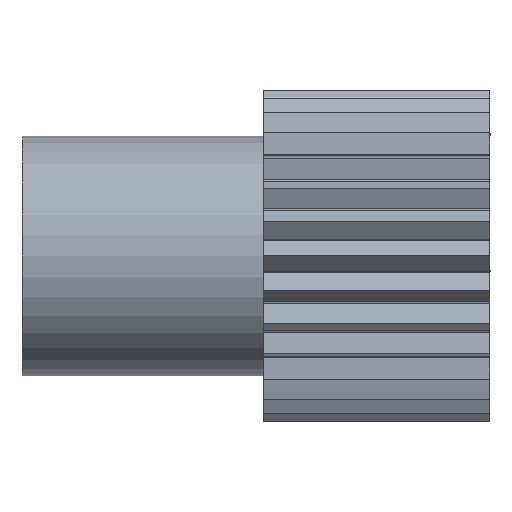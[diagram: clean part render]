
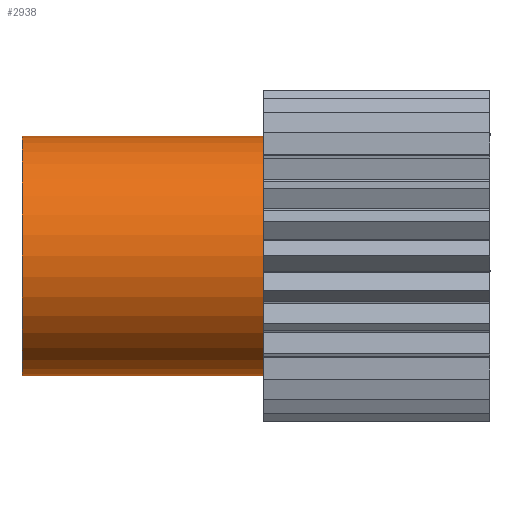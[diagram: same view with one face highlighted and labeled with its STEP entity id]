
A CAD part, left-side view. The second image highlights one B-rep face of the part: STEP entity #2938.
In plain terms, the highlighted cylindrical face has radius 3.969 mm (diameter 7.938 mm), a partial arc.
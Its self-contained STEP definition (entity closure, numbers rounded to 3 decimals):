
#24 = DIRECTION ( 'NONE',  ( 0., -1., 0. ) ) ;
#33 = ORIENTED_EDGE ( 'NONE', *, *, #208, .T. ) ;
#208 = EDGE_CURVE ( 'NONE', #1798, #618, #768, .T. ) ;
#354 = ORIENTED_EDGE ( 'NONE', *, *, #1112, .F. ) ;
#551 = AXIS2_PLACEMENT_3D ( 'NONE', #588, #1610, #1362 ) ;
#588 = CARTESIAN_POINT ( 'NONE',  ( 0., 8., 0. ) ) ;
#601 = ORIENTED_EDGE ( 'NONE', *, *, #1824, .F. ) ;
#618 = VERTEX_POINT ( 'NONE', #2829 ) ;
#714 = VERTEX_POINT ( 'NONE', #964 ) ;
#768 = CIRCLE ( 'NONE', #2916, 3.969 ) ;
#814 = ORIENTED_EDGE ( 'NONE', *, *, #862, .T. ) ;
#815 = VECTOR ( 'NONE', #24, 1000. ) ;
#862 = EDGE_CURVE ( 'NONE', #714, #1798, #1585, .T. ) ;
#964 = CARTESIAN_POINT ( 'NONE',  ( 0., 8., -3.969 ) ) ;
#1112 = EDGE_CURVE ( 'NONE', #2638, #618, #1515, .T. ) ;
#1211 = DIRECTION ( 'NONE',  ( 0., 0., -1. ) ) ;
#1301 = VECTOR ( 'NONE', #2992, 1000. ) ;
#1362 = DIRECTION ( 'NONE',  ( 0., 0., 1. ) ) ;
#1515 = LINE ( 'NONE', #2545, #1301 ) ;
#1585 = LINE ( 'NONE', #2895, #815 ) ;
#1610 = DIRECTION ( 'NONE',  ( 0., 1., 0. ) ) ;
#1656 = CARTESIAN_POINT ( 'NONE',  ( 0., 0., -3.969 ) ) ;
#1690 = DIRECTION ( 'NONE',  ( 0., 1., 0. ) ) ;
#1798 = VERTEX_POINT ( 'NONE', #1656 ) ;
#1824 = EDGE_CURVE ( 'NONE', #714, #2638, #2806, .T. ) ;
#1861 = EDGE_LOOP ( 'NONE', ( #354, #601, #814, #33 ) ) ;
#1917 = CARTESIAN_POINT ( 'NONE',  ( 0., 8., 3.969 ) ) ;
#1945 = DIRECTION ( 'NONE',  ( 0., 0., 1. ) ) ;
#2221 = CARTESIAN_POINT ( 'NONE',  ( 0., 8., 0. ) ) ;
#2351 = AXIS2_PLACEMENT_3D ( 'NONE', #2221, #2739, #1211 ) ;
#2425 = CYLINDRICAL_SURFACE ( 'NONE', #2351, 3.969 ) ;
#2469 = CARTESIAN_POINT ( 'NONE',  ( 0., 0., 0. ) ) ;
#2545 = CARTESIAN_POINT ( 'NONE',  ( 0., 8., 3.969 ) ) ;
#2638 = VERTEX_POINT ( 'NONE', #1917 ) ;
#2739 = DIRECTION ( 'NONE',  ( 0., -1., 0. ) ) ;
#2806 = CIRCLE ( 'NONE', #551, 3.969 ) ;
#2829 = CARTESIAN_POINT ( 'NONE',  ( 0., 0., 3.969 ) ) ;
#2895 = CARTESIAN_POINT ( 'NONE',  ( 0., 8., -3.969 ) ) ;
#2916 = AXIS2_PLACEMENT_3D ( 'NONE', #2469, #1690, #1945 ) ;
#2938 = ADVANCED_FACE ( 'NONE', ( #2973 ), #2425, .T. ) ;
#2973 = FACE_OUTER_BOUND ( 'NONE', #1861, .T. ) ;
#2992 = DIRECTION ( 'NONE',  ( 0., -1., 0. ) ) ;
